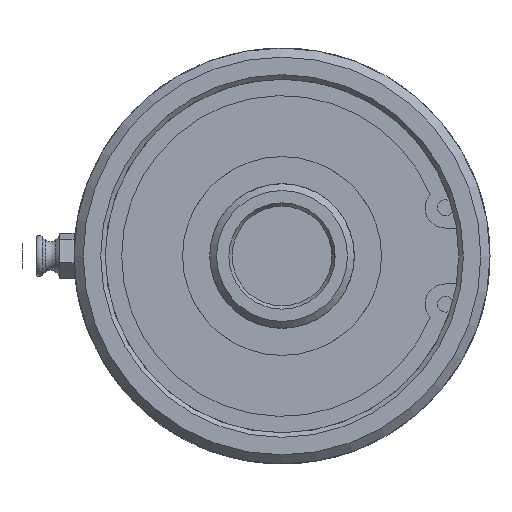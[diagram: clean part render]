
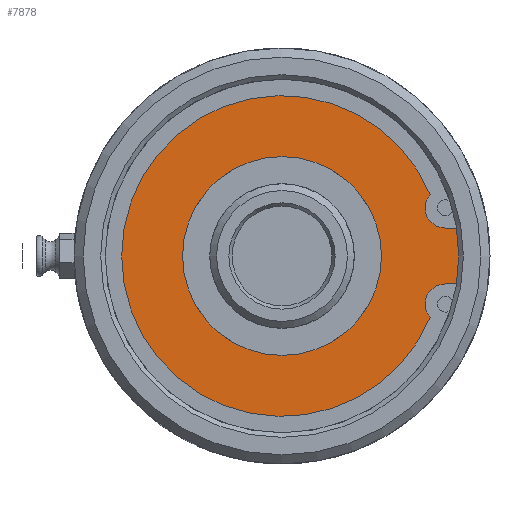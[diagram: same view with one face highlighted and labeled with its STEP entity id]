
A CAD part, left-side view. The second image highlights one B-rep face of the part: STEP entity #7878.
In plain terms, the highlighted planar face has unit normal (-1, 0, 0).
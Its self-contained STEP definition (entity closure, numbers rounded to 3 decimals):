
#146=FACE_BOUND('',#2688,.T.);
#688=LINE('',#20341,#1070);
#693=LINE('',#20355,#1075);
#1070=VECTOR('',#9582,10.);
#1075=VECTOR('',#9589,10.);
#2202=FACE_OUTER_BOUND('',#2687,.T.);
#2687=EDGE_LOOP('',(#7009,#7010,#7011,#7012,#7013,#7014));
#2688=EDGE_LOOP('',(#7015,#7016));
#2894=CIRCLE('',#8324,3.556);
#2896=CIRCLE('',#8327,28.142);
#2898=CIRCLE('',#8330,3.556);
#2953=CIRCLE('',#8426,17.4);
#2954=CIRCLE('',#8427,17.4);
#2984=CIRCLE('',#8483,33.45);
#3609=VERTEX_POINT('',#20338);
#3610=VERTEX_POINT('',#20340);
#3614=VERTEX_POINT('',#20352);
#3615=VERTEX_POINT('',#20354);
#3616=VERTEX_POINT('',#20358);
#3618=VERTEX_POINT('',#20364);
#3696=VERTEX_POINT('',#20665);
#3697=VERTEX_POINT('',#20666);
#4657=EDGE_CURVE('',#3610,#3609,#688,.T.);
#4663=EDGE_CURVE('',#3615,#3614,#693,.T.);
#4665=EDGE_CURVE('',#3614,#3616,#2894,.T.);
#4668=EDGE_CURVE('',#3616,#3618,#2896,.T.);
#4671=EDGE_CURVE('',#3618,#3610,#2898,.T.);
#4785=EDGE_CURVE('',#3696,#3697,#2953,.T.);
#4786=EDGE_CURVE('',#3697,#3696,#2954,.T.);
#4848=EDGE_CURVE('',#3609,#3615,#2984,.T.);
#7009=ORIENTED_EDGE('',*,*,#4663,.T.);
#7010=ORIENTED_EDGE('',*,*,#4665,.T.);
#7011=ORIENTED_EDGE('',*,*,#4668,.T.);
#7012=ORIENTED_EDGE('',*,*,#4671,.T.);
#7013=ORIENTED_EDGE('',*,*,#4657,.T.);
#7014=ORIENTED_EDGE('',*,*,#4848,.T.);
#7015=ORIENTED_EDGE('',*,*,#4785,.T.);
#7016=ORIENTED_EDGE('',*,*,#4786,.T.);
#7489=PLANE('',#8485);
#7878=ADVANCED_FACE('',(#2202,#146),#7489,.F.);
#8324=AXIS2_PLACEMENT_3D('',#20359,#9593,#9594);
#8327=AXIS2_PLACEMENT_3D('',#20365,#9600,#9601);
#8330=AXIS2_PLACEMENT_3D('',#20370,#9607,#9608);
#8426=AXIS2_PLACEMENT_3D('',#20667,#9826,#9827);
#8427=AXIS2_PLACEMENT_3D('',#20668,#9828,#9829);
#8483=AXIS2_PLACEMENT_3D('',#20789,#9972,#9973);
#8485=AXIS2_PLACEMENT_3D('',#20791,#9976,#9977);
#9582=DIRECTION('',(0.,-1.,0.));
#9589=DIRECTION('',(0.,1.,0.));
#9593=DIRECTION('center_axis',(1.,0.,0.));
#9594=DIRECTION('ref_axis',(0.,0.754,0.657));
#9600=DIRECTION('center_axis',(-1.,0.,0.));
#9601=DIRECTION('ref_axis',(0.,0.924,-0.384));
#9607=DIRECTION('center_axis',(1.,0.,0.));
#9608=DIRECTION('ref_axis',(0.,0.,1.));
#9826=DIRECTION('center_axis',(1.,0.,0.));
#9827=DIRECTION('ref_axis',(0.,1.,0.));
#9828=DIRECTION('center_axis',(1.,0.,0.));
#9829=DIRECTION('ref_axis',(0.,1.,0.));
#9972=DIRECTION('center_axis',(-1.,0.,0.));
#9973=DIRECTION('ref_axis',(0.,1.,0.));
#9976=DIRECTION('center_axis',(1.,0.,0.));
#9977=DIRECTION('ref_axis',(0.,0.,-1.));
#20338=CARTESIAN_POINT('',(6.08,-33.089,-4.902));
#20340=CARTESIAN_POINT('',(6.08,-28.672,-4.902));
#20341=CARTESIAN_POINT('',(6.08,-8.182,-4.902));
#20352=CARTESIAN_POINT('',(6.08,-28.672,4.902));
#20354=CARTESIAN_POINT('',(6.08,-33.089,4.902));
#20355=CARTESIAN_POINT('',(6.08,-5.974,4.902));
#20358=CARTESIAN_POINT('',(6.08,-25.99,10.793));
#20359=CARTESIAN_POINT('Origin',(6.08,-28.672,8.458));
#20364=CARTESIAN_POINT('',(6.08,-25.99,-10.793));
#20365=CARTESIAN_POINT('Origin',(6.08,0.,0.));
#20370=CARTESIAN_POINT('Origin',(6.08,-28.672,-8.458));
#20665=CARTESIAN_POINT('',(6.08,17.4,0.));
#20666=CARTESIAN_POINT('',(6.08,-17.4,0.));
#20667=CARTESIAN_POINT('Origin',(6.08,0.,
0.));
#20668=CARTESIAN_POINT('Origin',(6.08,0.,
0.));
#20789=CARTESIAN_POINT('Origin',(6.08,0.,0.));
#20791=CARTESIAN_POINT('Origin',(6.08,16.725,0.));
